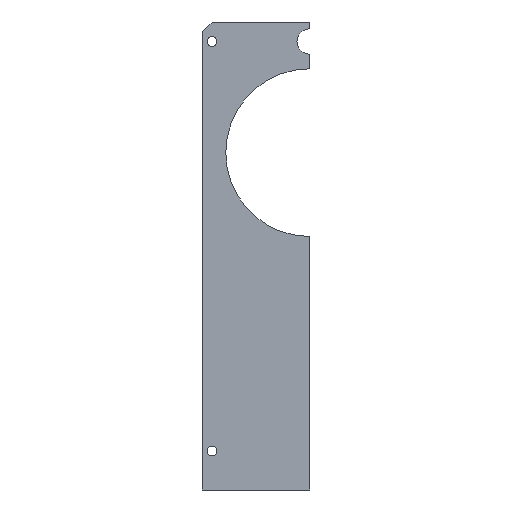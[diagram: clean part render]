
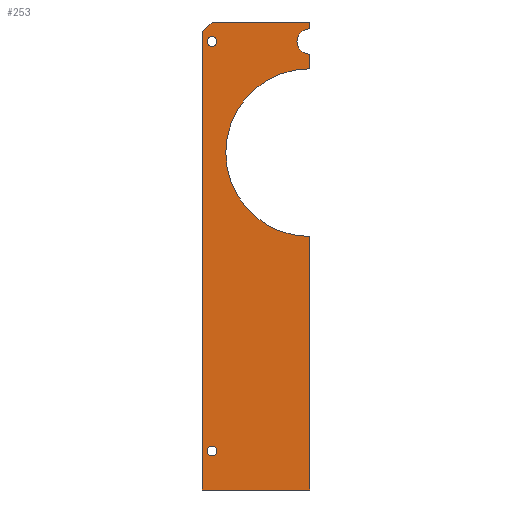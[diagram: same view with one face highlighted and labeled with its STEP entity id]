
A CAD part, left-side view. The second image highlights one B-rep face of the part: STEP entity #253.
In plain terms, the highlighted planar face has unit normal (-1, 0, 0).
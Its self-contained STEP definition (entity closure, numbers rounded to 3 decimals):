
#17=FACE_BOUND('',#56,.T.);
#18=FACE_BOUND('',#57,.T.);
#27=PLANE('',#297);
#40=FACE_OUTER_BOUND('',#55,.T.);
#55=EDGE_LOOP('',(#226,#227,#228,#229,#230,#231,#232,#233,#234));
#56=EDGE_LOOP('',(#235));
#57=EDGE_LOOP('',(#236));
#60=LINE('',#383,#85);
#64=LINE('',#391,#89);
#67=LINE('',#397,#92);
#70=LINE('',#403,#95);
#74=LINE('',#415,#99);
#78=LINE('',#427,#103);
#81=LINE('',#432,#106);
#85=VECTOR('',#316,10.);
#89=VECTOR('',#322,10.);
#92=VECTOR('',#327,10.);
#95=VECTOR('',#332,10.);
#99=VECTOR('',#344,10.);
#103=VECTOR('',#356,10.);
#106=VECTOR('',#361,10.);
#109=CIRCLE('',#279,2.5);
#111=CIRCLE('',#282,2.5);
#112=CIRCLE('',#288,43.);
#114=CIRCLE('',#292,6.5);
#117=VERTEX_POINT('',#371);
#119=VERTEX_POINT('',#377);
#120=VERTEX_POINT('',#381);
#121=VERTEX_POINT('',#382);
#124=VERTEX_POINT('',#390);
#126=VERTEX_POINT('',#396);
#128=VERTEX_POINT('',#402);
#130=VERTEX_POINT('',#408);
#132=VERTEX_POINT('',#414);
#134=VERTEX_POINT('',#420);
#136=VERTEX_POINT('',#426);
#140=EDGE_CURVE('',#117,#117,#109,.T.);
#143=EDGE_CURVE('',#119,#119,#111,.T.);
#144=EDGE_CURVE('',#120,#121,#60,.T.);
#148=EDGE_CURVE('',#124,#120,#64,.T.);
#151=EDGE_CURVE('',#126,#124,#67,.T.);
#154=EDGE_CURVE('',#128,#126,#70,.T.);
#157=EDGE_CURVE('',#130,#128,#112,.T.);
#160=EDGE_CURVE('',#132,#130,#74,.T.);
#163=EDGE_CURVE('',#134,#132,#114,.T.);
#166=EDGE_CURVE('',#136,#134,#78,.T.);
#169=EDGE_CURVE('',#121,#136,#81,.T.);
#226=ORIENTED_EDGE('',*,*,#169,.F.);
#227=ORIENTED_EDGE('',*,*,#144,.F.);
#228=ORIENTED_EDGE('',*,*,#148,.F.);
#229=ORIENTED_EDGE('',*,*,#151,.F.);
#230=ORIENTED_EDGE('',*,*,#154,.F.);
#231=ORIENTED_EDGE('',*,*,#157,.F.);
#232=ORIENTED_EDGE('',*,*,#160,.F.);
#233=ORIENTED_EDGE('',*,*,#163,.F.);
#234=ORIENTED_EDGE('',*,*,#166,.F.);
#235=ORIENTED_EDGE('',*,*,#143,.F.);
#236=ORIENTED_EDGE('',*,*,#140,.F.);
#253=ADVANCED_FACE('',(#40,#17,#18),#27,.F.);
#279=AXIS2_PLACEMENT_3D('',#373,#305,#306);
#282=AXIS2_PLACEMENT_3D('',#379,#312,#313);
#288=AXIS2_PLACEMENT_3D('',#409,#337,#338);
#292=AXIS2_PLACEMENT_3D('',#421,#349,#350);
#297=AXIS2_PLACEMENT_3D('',#435,#365,#366);
#305=DIRECTION('center_axis',(-1.,0.,0.));
#306=DIRECTION('ref_axis',(0.,-1.,0.));
#312=DIRECTION('center_axis',(-1.,0.,0.));
#313=DIRECTION('ref_axis',(0.,-1.,0.));
#316=DIRECTION('',(0.,-0.707,0.707));
#322=DIRECTION('',(0.,0.,1.));
#327=DIRECTION('',(0.,1.,0.));
#332=DIRECTION('',(0.,0.,-1.));
#337=DIRECTION('center_axis',(-1.,0.,0.));
#338=DIRECTION('ref_axis',(0.,0.,1.));
#344=DIRECTION('',(0.,0.,-1.));
#349=DIRECTION('center_axis',(-1.,0.,0.));
#350=DIRECTION('ref_axis',(0.,0.,1.));
#356=DIRECTION('',(0.,0.,-1.));
#361=DIRECTION('',(0.,-1.,0.));
#365=DIRECTION('center_axis',(1.,0.,0.));
#366=DIRECTION('ref_axis',(0.,0.,-1.));
#371=CARTESIAN_POINT('',(0.,52.5,-220.));
#373=CARTESIAN_POINT('Origin',(0.,50.,-220.));
#377=CARTESIAN_POINT('',(0.,52.5,-10.));
#379=CARTESIAN_POINT('Origin',(0.,50.,-10.));
#381=CARTESIAN_POINT('',(0.,55.,-5.));
#382=CARTESIAN_POINT('',(0.,50.,0.));
#383=CARTESIAN_POINT('',(0.,55.,-5.));
#390=CARTESIAN_POINT('',(0.,55.,-240.));
#391=CARTESIAN_POINT('',(0.,55.,-240.));
#396=CARTESIAN_POINT('',(0.,0.,-240.));
#397=CARTESIAN_POINT('',(0.,0.,-240.));
#402=CARTESIAN_POINT('',(0.,0.,-110.));
#403=CARTESIAN_POINT('',(0.,0.,-110.));
#408=CARTESIAN_POINT('',(0.,0.,-24.));
#409=CARTESIAN_POINT('Origin',(0.,0.,-67.));
#414=CARTESIAN_POINT('',(0.,0.,-16.5));
#415=CARTESIAN_POINT('',(0.,0.,-16.5));
#420=CARTESIAN_POINT('',(0.,0.,-3.5));
#421=CARTESIAN_POINT('Origin',(0.,0.,-10.));
#426=CARTESIAN_POINT('',(0.,0.,0.));
#427=CARTESIAN_POINT('',(0.,0.,0.));
#432=CARTESIAN_POINT('',(0.,50.,0.));
#435=CARTESIAN_POINT('Origin',(0.,27.5,-120.));
